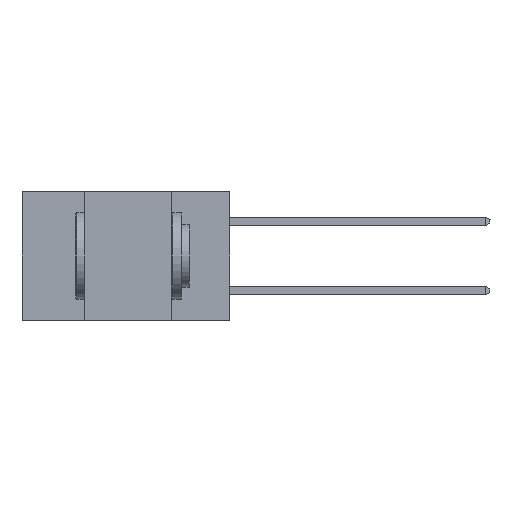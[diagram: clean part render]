
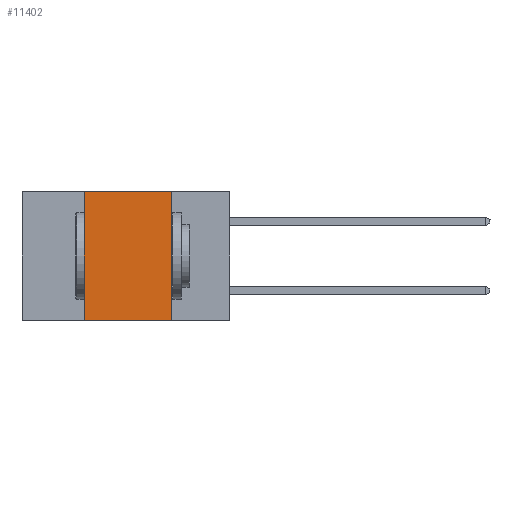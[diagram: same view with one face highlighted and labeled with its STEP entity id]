
A CAD part, left-side view. The second image highlights one B-rep face of the part: STEP entity #11402.
In plain terms, the highlighted planar face has unit normal (-1, 0, 0).
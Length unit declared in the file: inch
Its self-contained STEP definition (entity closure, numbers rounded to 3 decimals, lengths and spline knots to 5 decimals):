
#378 = CARTESIAN_POINT ( 'NONE',  ( 0., 0.17, 0. ) ) ;
#1227 = VECTOR ( 'NONE', #17150, 39.37008 ) ;
#1992 = DIRECTION ( 'NONE',  ( 1., 0., 0. ) ) ;
#2441 = CARTESIAN_POINT ( 'NONE',  ( 0., 0.17, -0.37 ) ) ;
#4005 = EDGE_CURVE ( 'NONE', #15518, #20143, #10127, .T. ) ;
#5463 = CARTESIAN_POINT ( 'NONE',  ( 0., 0.42, 0. ) ) ;
#6040 = VERTEX_POINT ( 'NONE', #378 ) ;
#8123 = ORIENTED_EDGE ( 'NONE', *, *, #15955, .F. ) ;
#8257 = ORIENTED_EDGE ( 'NONE', *, *, #14174, .F. ) ;
#9108 = FACE_OUTER_BOUND ( 'NONE', #19735, .T. ) ;
#9349 = DIRECTION ( 'NONE',  ( 0., 0., -1. ) ) ;
#10127 = LINE ( 'NONE', #13448, #16718 ) ;
#10186 = ORIENTED_EDGE ( 'NONE', *, *, #4005, .T. ) ;
#11402 = ADVANCED_FACE ( 'NONE', ( #9108 ), #14266, .F. ) ;
#11530 = LINE ( 'NONE', #2441, #14691 ) ;
#11592 = EDGE_CURVE ( 'NONE', #6040, #20143, #11530, .T. ) ;
#13448 = CARTESIAN_POINT ( 'NONE',  ( 0., 0.6, -0.37 ) ) ;
#13562 = VERTEX_POINT ( 'NONE', #5463 ) ;
#14174 = EDGE_CURVE ( 'NONE', #13562, #6040, #21891, .T. ) ;
#14266 = PLANE ( 'NONE',  #18758 ) ;
#14691 = VECTOR ( 'NONE', #20386, 39.37008 ) ;
#15518 = VERTEX_POINT ( 'NONE', #22291 ) ;
#15955 = EDGE_CURVE ( 'NONE', #15518, #13562, #20748, .T. ) ;
#16225 = DIRECTION ( 'NONE',  ( 0., -1., 0. ) ) ;
#16718 = VECTOR ( 'NONE', #20472, 39.37008 ) ;
#17150 = DIRECTION ( 'NONE',  ( 0., 0., 1. ) ) ;
#17735 = CARTESIAN_POINT ( 'NONE',  ( 0., 0.6, 0. ) ) ;
#18298 = CARTESIAN_POINT ( 'NONE',  ( 0., 0.6, 0. ) ) ;
#18758 = AXIS2_PLACEMENT_3D ( 'NONE', #17735, #1992, #9349 ) ;
#19586 = VECTOR ( 'NONE', #16225, 39.37008 ) ;
#19655 = ORIENTED_EDGE ( 'NONE', *, *, #11592, .F. ) ;
#19699 = CARTESIAN_POINT ( 'NONE',  ( 0., 0.17, -0.37 ) ) ;
#19735 = EDGE_LOOP ( 'NONE', ( #19655, #8257, #8123, #10186 ) ) ;
#20143 = VERTEX_POINT ( 'NONE', #19699 ) ;
#20386 = DIRECTION ( 'NONE',  ( 0., 0., -1. ) ) ;
#20472 = DIRECTION ( 'NONE',  ( 0., -1., 0. ) ) ;
#20631 = CARTESIAN_POINT ( 'NONE',  ( 0., 0.42, -0.37 ) ) ;
#20748 = LINE ( 'NONE', #20631, #1227 ) ;
#21891 = LINE ( 'NONE', #18298, #19586 ) ;
#22291 = CARTESIAN_POINT ( 'NONE',  ( 0., 0.42, -0.37 ) ) ;
